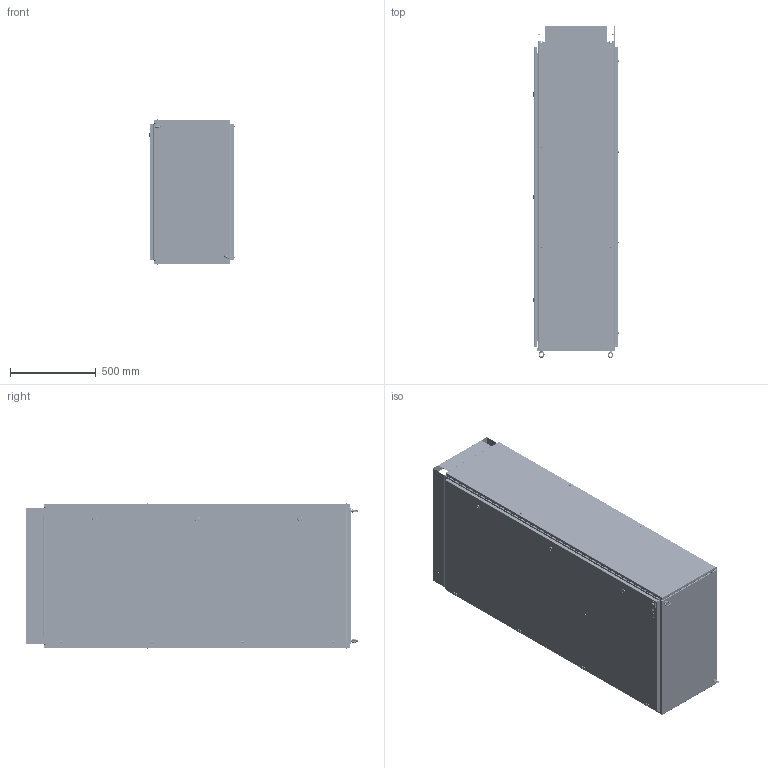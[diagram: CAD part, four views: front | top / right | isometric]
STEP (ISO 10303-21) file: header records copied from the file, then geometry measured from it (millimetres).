
FILE_DESCRIPTION (( 'STEP AP214' ), '1' );
FILE_NAME ('mb-18-80-45m ÌÈ-2028.00.00.000 Êàðêàñ ÂÐÓ-1 IP54 Unit EKF PPOxima.STEP', '2021-11-15T10:58:47', ( '' ), ( '' ), 'SwSTEP 2.0', 'SolidWorks 2021', '' );
FILE_SCHEMA (( 'AUTOMOTIVE_DESIGN' ));
Length unit declared in the file: millimetre
Products named in the file (46): øïèëüêà îáìåäíåííàÿ Ì6õ12; Øïèëüêà Ð=1; mb-18-80-45m ÌÈ-2028.00.00.000 Êàðêàñ ÂÐÓ-1 IP54 Unit EKF PPOxima; ÓÊ ÌÈ-2026 íà áîêîâóþ ñòåíêó; hex flange bolt_din_DIN 6921 - M6 x 12 x 12-N; ÓÊ ÌÈ-2028 íà ôàëüøïàíåëü; ÌÈ-2028.04.00.000 Ñòåíêà çàäíÿÿ â ñáîðå; ÌÈ-2026.01.00.004 Ðåéêà; ÌÈ-2028.06.01.001 Øâåëëåð ïåðåäíèé; ÌÈ-2028.05.00.000 Ôàëüøïàíåëü â ñáîðå; plain washer small grade a_din_Washer DIN 433 - 8.4; plain washer grade a_din_Washer DIN 125 - A 8.4; ïåòëÿ êîðïóñà-1; Çàìîê áîëüøîé; Íàêëåéêà_ìîëíèÿ; ÌÈ-2028.06.00.000 Öîêîëü â ñáîðå; ÌÈ-2026.03.00.001 Ñòåíêà áîêîâàÿ; hex nut gradec_din_Hexagon Nut ISO 4034 - M8 - N; 昈-2026.01.00.005 扰鍙欙樥燲DefaultSM-FLAT-PATTERN; plain washer grade a_din_Washer DIN 125 - A 5.3; ﾌﾈ-2028.02.00.001 ﾄ粢; ÌÈ-2026.03.00.000 Ñòåíêà áîêîâàÿ â ñáîðå; Øïèëüêà Ì6õ12; pan head cross recess screw_din_DIN EN ISO 7045 - M4 x 12 - Z - 12C; 暑朦鲱 箫腩蝽栩咫铄 梦岩 9833-73; ÌÈ-2028.01.01.001 Áàëêà; ïåòëÿ 1-1; ÌÈ-2028.01.01.000 Áàëêà â ñáîðå; curved spring lock washer_din_Spring washer DIN 128 - A8; pan head cross recess screw_din_DIN EN ISO 7045 - M4 x 30 - Z - 30C; ÌÈ-2028.06.01.000 Øâåëëåð ïåðåäíèé â ñáîðå; eyebolt580_din_Eyebolt DIN 358-M8-N; ÌÈ-2028.01.00.000 Êàðêàñ â ñáîðå; ÓÊ ÌÈ-2028 íà äâåðü; ÌÈ-2026.06.00.001 Øâåëëåð áîêîâîé; hex screw gradec_din_DIN EN 24018 - M8 x 16-WN; ÌÈ-2026.01.00.002 Ñòîéêà óãëîâàÿ; 邮 倘-2028 磬 耱屙牦 玎漤; Çàêëåïêà öèëèíäðè÷åñêàÿ Ì4 ÑÒ-Á ñ âíóòðåííåé ðåçüáîé_Œ8; ÌÈ-2028.04.00.001 Ñòåíêà çàäíÿÿ ...
Assembly tree (186 placements, depth 4):
  mb-18-80-45m ÌÈ-2028.00.00.000 Êàðêàñ ÂÐÓ-1 IP54 Unit EKF PPOxima
    ÌÈ-2028.01.00.000 Êàðêàñ â ñáîðå
      ÌÈ-2026.01.00.002 Ñòîéêà óãëîâàÿ  x4
      ﾌﾈ-2028.01.00.001 ﾊ
      ÌÈ-2028.01.01.001 Áàëêà  x2
      ÌÈ-2026.01.00.001 Øâåëëåð áîêîâîé  x4
      ÌÈ-2026.01.00.004 Ðåéêà  x6
      ÌÈ-2028.01.01.000 Áàëêà â ñáîðå  x2
        ÌÈ-2028.01.01.001 Áàëêà
        øïèëüêà îáìåäíåííàÿ Ì6õ12
      Çàêëåïêà öèëèíäðè÷åñêàÿ Ì4 ÑÒ-Á ñ âíóòðåííåé ðåçüáîé_Œ8  x32
      昈-2026.01.00.005 扰鍙欙樥燲DefaultSM-FLAT-PATTERN  x2
    ÌÈ-2028.04.00.000 Ñòåíêà çàäíÿÿ â ñáîðå
      ÌÈ-2028.04.00.001 Ñòåíêà çàäíÿÿ
      邮 倘-2028 磬 耱屙牦 玎漤
    ÌÈ-2028.05.00.000 Ôàëüøïàíåëü â ñáîðå
      ÌÈ-2028.05.00.001 Ôàëüøïàíåëü
      ÓÊ ÌÈ-2028 íà ôàëüøïàíåëü
    ÌÈ-2026.03.00.000 Ñòåíêà áîêîâàÿ â ñáîðå  x2
      ÌÈ-2026.03.00.001 Ñòåíêà áîêîâàÿ
      ÓÊ ÌÈ-2026 íà áîêîâóþ ñòåíêó
    ÌÈ-2028.02.00.000 Äâåðü â ñáîðå
      ﾌﾈ-2028.02.00.001 ﾄ粢
      ÓÊ ÌÈ-2028 íà äâåðü
      øïèëüêà îáìåäíåííàÿ Ì6õ12
    ïåòëÿ êîðïóñà-1  x4
    ïåòëÿ 1-1  x4
    Çàìîê áîëüøîé  x3
    hex flange nut_din_Hexagon Flange Nut DIN 6923 - M6 - N  x2
    pan head cross recess screw_din_DIN EN ISO 7045 - M4 x 12 - Z - 12C  x8
    plain washer grade a_din_Washer DIN 125 - A 5.3  x32
    pan head cross recess screw_din_DIN EN ISO 7045 - M4 x 30 - Z - 30C  x24
    hex flange bolt_din_DIN 6921 - M6 x 12 x 12-N  x4
    Øïèëüêà Ð=1  x4
    ÌÈ-2028.06.00.000 Öîêîëü â ñáîðå
      ÌÈ-2028.06.01.000 Øâåëëåð ïåðåäíèé â ñáîðå  x2
        ÌÈ-2028.06.01.001 Øâåëëåð ïåðåäíèé
        Øïèëüêà Ì6õ12
      ÌÈ-2026.06.00.001 Øâåëëåð áîêîâîé  x2
    hex screw gradec_din_DIN EN 24018 - M8 x 16-WN  x4
    plain washer small grade a_din_Washer DIN 433 - 8.4  x4
    hex nut gradec_din_Hexagon Nut ISO 4034 - M8 - N  x6
    侲膹樥罻 EKF_00
    Íàêëåéêà_ìîëíèÿ
    plain washer grade a_din_Washer DIN 125 - A 8.4  x2
    curved spring lock washer_din_Spring washer DIN 128 - A8  x2
    暑朦鲱 箫腩蝽栩咫铄 梦岩 9833-73  x2
    eyebolt580_din_Eyebolt DIN 358-M8-N  x2
Bounding box: 499.12 x 1939.5 x 848.04 mm (x, y, z)
Volume: 8894038.9 mm3; surface area: 15636293.7 mm2
Topology: 184 solids, 199 shells, 9975 faces, 25625 edges, 16397 vertices
Faces by surface type: plane 5122, bspline 1939, cylinder 1896, cone 618, torus 336, sphere 64
Entity records: 58359 total; most frequent: CARTESIAN_POINT 16652, DIRECTION 7831, ORIENTED_EDGE 7752, EDGE_CURVE 3876, AXIS2_PLACEMENT_3D 2758, VERTEX_POINT 2413, LINE 2315, VECTOR 2315
